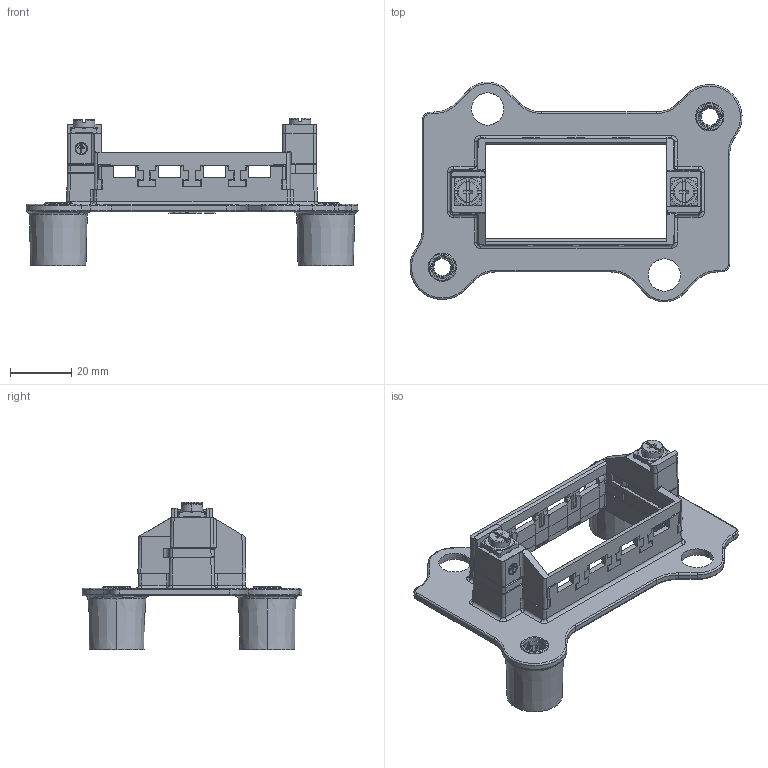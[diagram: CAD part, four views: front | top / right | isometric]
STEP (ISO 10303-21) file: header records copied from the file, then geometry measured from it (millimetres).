
FILE_DESCRIPTION((''),'2;1');
FILE_NAME('HF16B-FADK-ASM_SW0001','2020-08-17T',('sy.ji'),(''),'PRO/ENGINEER BY PARAMETRIC TECHNOLOGY CORPORATION, 2012480','PRO/ENGINEER BY PARAMETRIC TECHNOLOGY CORPORATION, 2012480','');
FILE_SCHEMA(('CONFIG_CONTROL_DESIGN'));
Length unit declared in the file: millimetre
Products named in the file (1): HF16B-FADK-ASM_SW0001
Bounding box: 107.99 x 71.43 x 48 mm (x, y, z)
Volume: 28419.3 mm3; surface area: 23311.2 mm2
Topology: 1 solids, 1 shells, 1441 faces, 4011 edges, 2566 vertices
Faces by surface type: plane 788, cylinder 348, bspline 140, cone 80, torus 66, sphere 8, revolution 7, extrusion 4
Entity records: 80326 total; most frequent: CARTESIAN_POINT 34571, ORIENTED_EDGE 8016, DIRECTION 6145, EDGE_CURVE 4008, VERTEX_POINT 2566, VECTOR 2288, LINE 2284, AXIS2_PLACEMENT_3D 1925
